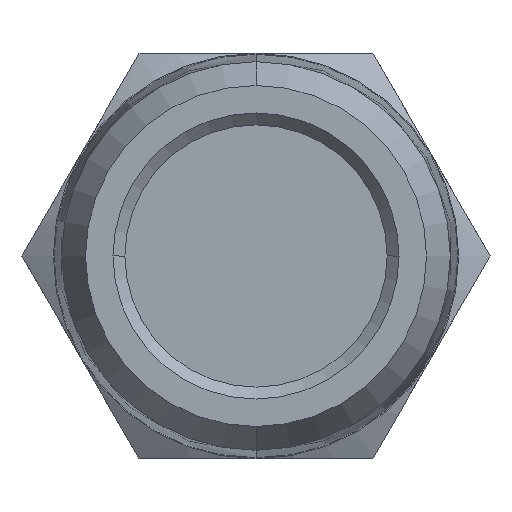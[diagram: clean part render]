
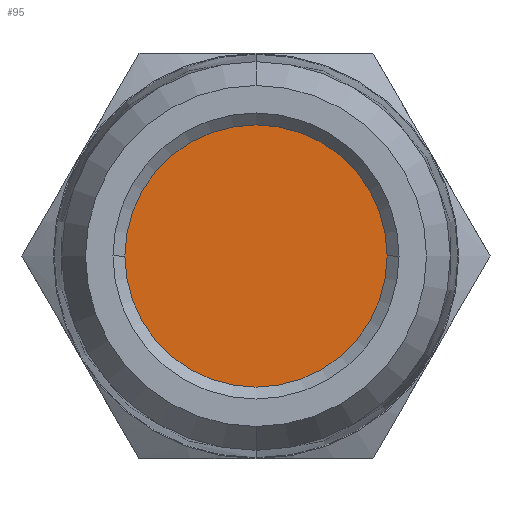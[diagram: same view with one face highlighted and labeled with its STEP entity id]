
A CAD part, front view. The second image highlights one B-rep face of the part: STEP entity #95.
In plain terms, the highlighted planar face has unit normal (0, -1, 0).
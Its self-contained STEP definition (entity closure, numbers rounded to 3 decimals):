
#95 = ADVANCED_FACE ( 'NONE', ( #632 ), #1220, .T. ) ;
#125 = EDGE_CURVE ( 'NONE', #1872, #1874, #670, .T. ) ;
#265 = CIRCLE ( 'NONE', #1135, 5.5 ) ;
#632 = FACE_OUTER_BOUND ( 'NONE', #1607, .T. ) ;
#670 = CIRCLE ( 'NONE', #1485, 5.5 ) ;
#756 = EDGE_CURVE ( 'NONE', #1874, #1872, #265, .T. ) ;
#942 = CARTESIAN_POINT ( 'NONE',  ( 5.5, 3.5, 0. ) ) ;
#951 = CARTESIAN_POINT ( 'NONE',  ( -5.5, 3.5, 0. ) ) ;
#1096 = CARTESIAN_POINT ( 'NONE',  ( 0., 3.5, 0. ) ) ;
#1097 = DIRECTION ( 'NONE',  ( 0., 1., 0. ) ) ;
#1098 = DIRECTION ( 'NONE',  ( 0., 0., -1. ) ) ;
#1135 = AXIS2_PLACEMENT_3D ( 'NONE', #2110, #2111, #2112 ) ;
#1220 = PLANE ( 'NONE',  #1460 ) ;
#1222 = CARTESIAN_POINT ( 'NONE',  ( 0., 3.5, 0. ) ) ;
#1223 = DIRECTION ( 'NONE',  ( 0., -1., 0. ) ) ;
#1224 = DIRECTION ( 'NONE',  ( 0., 0., -1. ) ) ;
#1460 = AXIS2_PLACEMENT_3D ( 'NONE', #1222, #1223, #1224 ) ;
#1485 = AXIS2_PLACEMENT_3D ( 'NONE', #1096, #1097, #1098 ) ;
#1607 = EDGE_LOOP ( 'NONE', ( #1825, #1826 ) ) ;
#1825 = ORIENTED_EDGE ( 'NONE', *, *, #125, .F. ) ;
#1826 = ORIENTED_EDGE ( 'NONE', *, *, #756, .F. ) ;
#1872 = VERTEX_POINT ( 'NONE', #951 ) ;
#1874 = VERTEX_POINT ( 'NONE', #942 ) ;
#2110 = CARTESIAN_POINT ( 'NONE',  ( 0., 3.5, 0. ) ) ;
#2111 = DIRECTION ( 'NONE',  ( 0., 1., 0. ) ) ;
#2112 = DIRECTION ( 'NONE',  ( 0., 0., -1. ) ) ;
